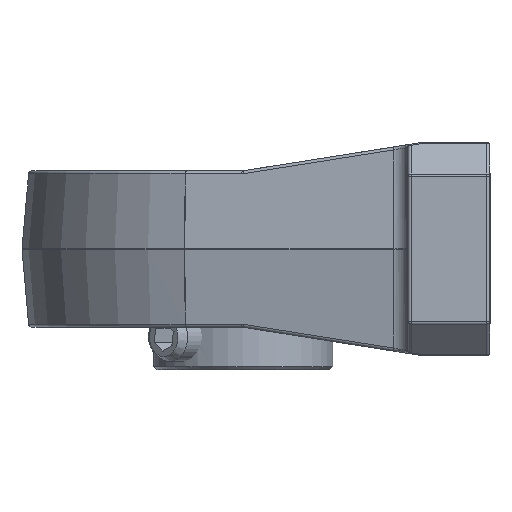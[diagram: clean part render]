
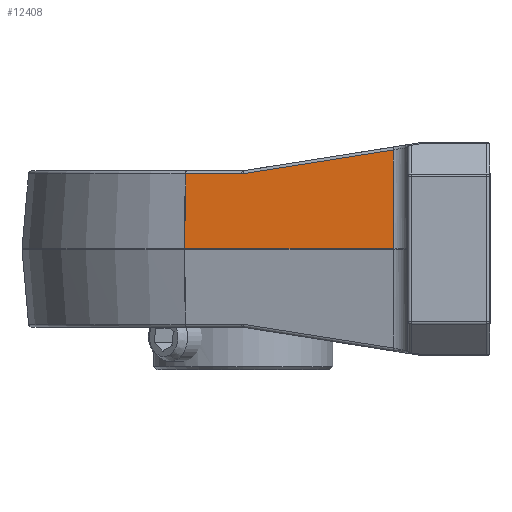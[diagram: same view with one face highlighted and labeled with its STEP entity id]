
A CAD part, left-side view. The second image highlights one B-rep face of the part: STEP entity #12408.
In plain terms, the highlighted planar face has unit normal (-0.987, 0.133, 0.087).
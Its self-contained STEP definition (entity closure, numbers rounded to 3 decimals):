
#278=ELLIPSE('',#13568,0.405,0.4);
#458=PLANE('',#13894);
#906=LINE('',#23789,#1571);
#925=LINE('',#24084,#1590);
#928=LINE('',#24091,#1593);
#1054=LINE('',#25080,#1719);
#1571=VECTOR('',#15890,10.);
#1590=VECTOR('',#16051,10.);
#1593=VECTOR('',#16058,10.);
#1719=VECTOR('',#16824,10.);
#2326=B_SPLINE_CURVE_WITH_KNOTS('',3,(#23857,#23858,#23859,#23860),
 .UNSPECIFIED.,.F.,.F.,(4,4),(-0.641,-0.184),
 .UNSPECIFIED.);
#3436=FACE_OUTER_BOUND('',#4288,.T.);
#4288=EDGE_LOOP('',(#10687,#10688,#10689,#10690,#10691,#10692));
#5817=VERTEX_POINT('',#23729);
#5820=VERTEX_POINT('',#23783);
#5833=VERTEX_POINT('',#23833);
#5857=VERTEX_POINT('',#24055);
#5859=VERTEX_POINT('',#24079);
#5860=VERTEX_POINT('',#24087);
#7253=EDGE_CURVE('',#5820,#5817,#906,.T.);
#7280=EDGE_CURVE('',#5817,#5833,#2326,.T.);
#7322=EDGE_CURVE('',#5859,#5857,#278,.T.);
#7324=EDGE_CURVE('',#5833,#5859,#925,.T.);
#7328=EDGE_CURVE('',#5857,#5860,#928,.T.);
#7613=EDGE_CURVE('',#5860,#5820,#1054,.T.);
#10687=ORIENTED_EDGE('',*,*,#7253,.F.);
#10688=ORIENTED_EDGE('',*,*,#7613,.F.);
#10689=ORIENTED_EDGE('',*,*,#7328,.F.);
#10690=ORIENTED_EDGE('',*,*,#7322,.F.);
#10691=ORIENTED_EDGE('',*,*,#7324,.F.);
#10692=ORIENTED_EDGE('',*,*,#7280,.F.);
#12408=ADVANCED_FACE('',(#3436),#458,.T.);
#13568=AXIS2_PLACEMENT_3D('',#24081,#16045,#16046);
#13894=AXIS2_PLACEMENT_3D('',#25082,#16827,#16828);
#15890=DIRECTION('',(0.134,0.991,0.));
#16045=DIRECTION('center_axis',(-0.987,0.133,0.087));
#16046=DIRECTION('ref_axis',(-0.159,-0.827,-0.54));
#16051=DIRECTION('',(-0.134,-0.991,0.));
#16058=DIRECTION('',(-0.119,-0.981,0.155));
#16824=DIRECTION('',(-0.088,0.,-0.996));
#16827=DIRECTION('center_axis',(-0.987,0.133,0.087));
#16828=DIRECTION('ref_axis',(0.088,0.,0.996));
#23729=CARTESIAN_POINT('',(-13.016,3.57,0.017));
#23783=CARTESIAN_POINT('',(-14.733,-9.133,0.017));
#23789=CARTESIAN_POINT('',(-13.708,-1.551,0.017));
#23833=CARTESIAN_POINT('',(-12.625,3.49,4.567));
#23857=CARTESIAN_POINT('Ctrl Pts',(-13.016,3.57,0.017));
#23858=CARTESIAN_POINT('Ctrl Pts',(-12.886,3.543,1.534));
#23859=CARTESIAN_POINT('Ctrl Pts',(-12.755,3.517,3.051));
#23860=CARTESIAN_POINT('Ctrl Pts',(-12.625,3.49,4.567));
#24055=CARTESIAN_POINT('',(-13.098,-0.015,4.579));
#24079=CARTESIAN_POINT('',(-13.086,0.082,4.567));
#24081=CARTESIAN_POINT('Origin',(-13.05,0.082,4.967));
#24084=CARTESIAN_POINT('',(-13.088,0.067,4.567));
#24087=CARTESIAN_POINT('',(-14.203,-9.133,6.024));
#24091=CARTESIAN_POINT('',(-13.502,-3.35,5.107));
#25080=CARTESIAN_POINT('',(-14.587,-9.133,1.665));
#25082=CARTESIAN_POINT('Origin',(-13.428,-1.589,3.25));
